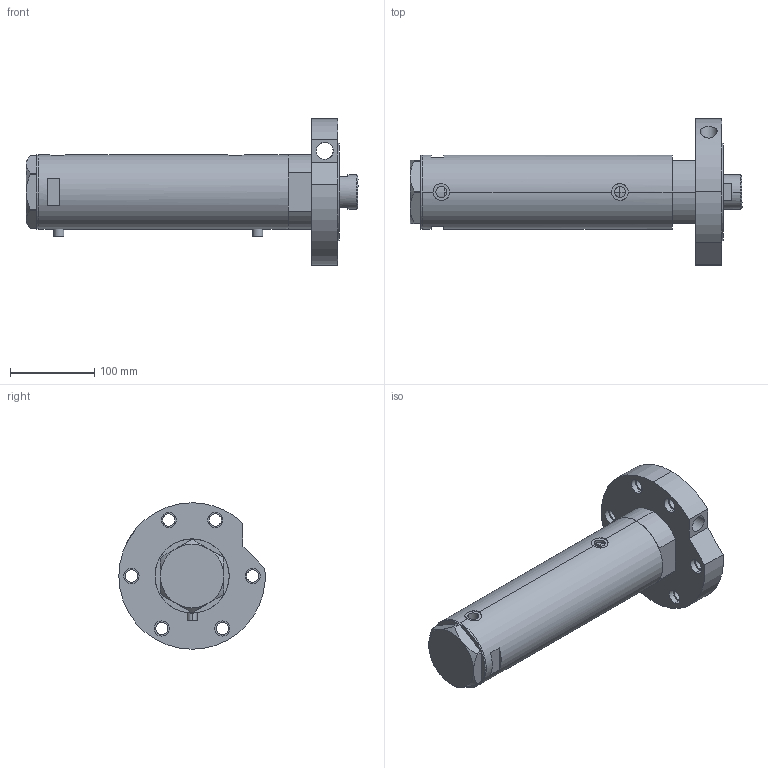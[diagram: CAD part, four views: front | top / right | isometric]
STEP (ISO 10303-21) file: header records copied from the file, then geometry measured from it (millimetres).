
FILE_DESCRIPTION (( 'STEP AP203' ), '1' );
FILE_NAME ('c1c6.STEP', '2024-02-11T10:08:50', ( '' ), ( '' ), 'SwSTEP 2.0', 'SolidWorks 2019', '' );
FILE_SCHEMA (( 'CONFIG_CONTROL_DESIGN' ));
Length unit declared in the file: millimetre
Products named in the file (6): c1c6; V270CG_VC d3ef91e9a60f862537e6e65dbbb81c12; V270CG_RF211E d3ef91e9a60f862537e6e65dbbb81c12; V270CG_FRONT d3ef91e9a60f862537e6e65dbbb81c12; V270CG_BACK d3ef91e9a60f862537e6e65dbbb81c12; V270CG_MIDDLE d3ef91e9a60f862537e6e65dbbb81c12
Assembly tree (5 placements, depth 2):
  c1c6
    V270CG_MIDDLE d3ef91e9a60f862537e6e65dbbb81c12
    V270CG_BACK d3ef91e9a60f862537e6e65dbbb81c12
    V270CG_FRONT d3ef91e9a60f862537e6e65dbbb81c12
    V270CG_VC d3ef91e9a60f862537e6e65dbbb81c12
    V270CG_RF211E d3ef91e9a60f862537e6e65dbbb81c12
Bounding box: 394.3 x 173.83 x 174 mm (x, y, z)
Volume: 2553776.7 mm3; surface area: 357536.2 mm2
Topology: 5 solids, 5 shells, 165 faces, 382 edges, 239 vertices
Faces by surface type: cylinder 82, plane 63, cone 16, torus 4
Entity records: 6072 total; most frequent: CARTESIAN_POINT 1560, DIRECTION 876, ORIENTED_EDGE 760, EDGE_CURVE 380, AXIS2_PLACEMENT_3D 359, VERTEX_POINT 239, EDGE_LOOP 203, CIRCLE 186
